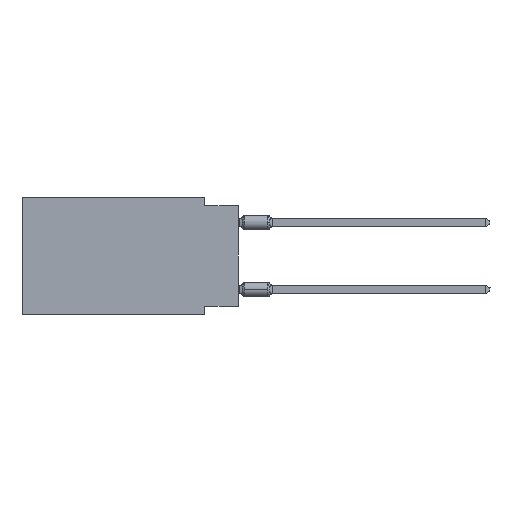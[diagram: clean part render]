
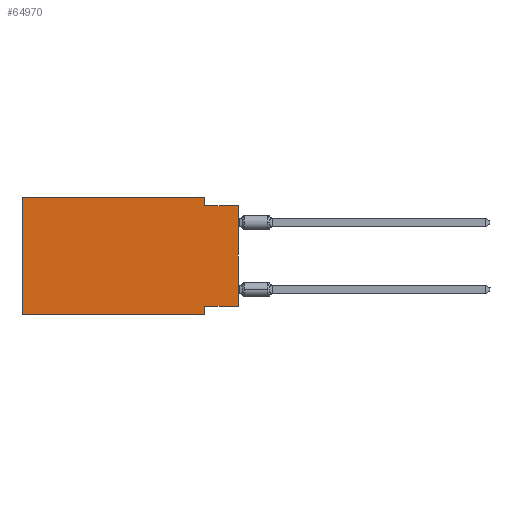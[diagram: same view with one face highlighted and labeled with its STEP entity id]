
A CAD part, left-side view. The second image highlights one B-rep face of the part: STEP entity #64970.
In plain terms, the highlighted planar face has unit normal (-1, 0, 0).
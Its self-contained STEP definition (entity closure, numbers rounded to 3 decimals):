
#1049 = FACE_OUTER_BOUND ( 'NONE', #70193, .T. ) ;
#2408 = AXIS2_PLACEMENT_3D ( 'NONE', #22778, #44183, #11011 ) ;
#3041 = LINE ( 'NONE', #14417, #20328 ) ;
#3739 = EDGE_CURVE ( 'NONE', #13548, #61888, #55884, .T. ) ;
#4208 = DIRECTION ( 'NONE',  ( 0., -1., 0. ) ) ;
#4348 = VECTOR ( 'NONE', #55524, 1000. ) ;
#4973 = CARTESIAN_POINT ( 'NONE',  ( 0., 0., 0. ) ) ;
#8908 = ORIENTED_EDGE ( 'NONE', *, *, #63904, .F. ) ;
#10244 = VECTOR ( 'NONE', #64899, 1000. ) ;
#10481 = CARTESIAN_POINT ( 'NONE',  ( 0., 16.383, 0. ) ) ;
#10841 = CARTESIAN_POINT ( 'NONE',  ( 0., 2.54, -0.635 ) ) ;
#11011 = DIRECTION ( 'NONE',  ( 0., 0., -1. ) ) ;
#11774 = CARTESIAN_POINT ( 'NONE',  ( 0., 0., -8.255 ) ) ;
#13548 = VERTEX_POINT ( 'NONE', #69876 ) ;
#14417 = CARTESIAN_POINT ( 'NONE',  ( 0., 0., -8.255 ) ) ;
#16798 = EDGE_CURVE ( 'NONE', #16866, #13548, #26528, .T. ) ;
#16866 = VERTEX_POINT ( 'NONE', #57325 ) ;
#18555 = CARTESIAN_POINT ( 'NONE',  ( 0., 16.383, 0. ) ) ;
#19563 = LINE ( 'NONE', #31300, #51557 ) ;
#20328 = VECTOR ( 'NONE', #67962, 1000. ) ;
#20431 = ORIENTED_EDGE ( 'NONE', *, *, #16798, .F. ) ;
#22778 = CARTESIAN_POINT ( 'NONE',  ( 0., 16.383, 0. ) ) ;
#23221 = VERTEX_POINT ( 'NONE', #37926 ) ;
#23401 = VERTEX_POINT ( 'NONE', #56619 ) ;
#23817 = CARTESIAN_POINT ( 'NONE',  ( 0., 2.54, -8.89 ) ) ;
#23829 = LINE ( 'NONE', #61998, #41900 ) ;
#23913 = LINE ( 'NONE', #18555, #37923 ) ;
#24749 = EDGE_CURVE ( 'NONE', #62856, #16866, #23913, .T. ) ;
#25024 = VECTOR ( 'NONE', #51630, 1000. ) ;
#26528 = LINE ( 'NONE', #10481, #65687 ) ;
#26970 = ORIENTED_EDGE ( 'NONE', *, *, #35934, .T. ) ;
#28464 = ORIENTED_EDGE ( 'NONE', *, *, #57978, .F. ) ;
#31300 = CARTESIAN_POINT ( 'NONE',  ( 0., 16.383, -8.89 ) ) ;
#31560 = VERTEX_POINT ( 'NONE', #11774 ) ;
#32578 = DIRECTION ( 'NONE',  ( 0., -1., 0. ) ) ;
#33197 = DIRECTION ( 'NONE',  ( 0., 0., 1. ) ) ;
#34522 = CARTESIAN_POINT ( 'NONE',  ( 0., 16.383, -8.89 ) ) ;
#35934 = EDGE_CURVE ( 'NONE', #62856, #23401, #19563, .T. ) ;
#37923 = VECTOR ( 'NONE', #33197, 1000. ) ;
#37926 = CARTESIAN_POINT ( 'NONE',  ( 0., 0., -0.635 ) ) ;
#41900 = VECTOR ( 'NONE', #46635, 1000. ) ;
#44183 = DIRECTION ( 'NONE',  ( 1., 0., 0. ) ) ;
#46635 = DIRECTION ( 'NONE',  ( 0., -1., 0. ) ) ;
#48067 = ORIENTED_EDGE ( 'NONE', *, *, #60313, .F. ) ;
#49198 = LINE ( 'NONE', #4973, #10244 ) ;
#50670 = VERTEX_POINT ( 'NONE', #66248 ) ;
#51557 = VECTOR ( 'NONE', #4208, 1000. ) ;
#51630 = DIRECTION ( 'NONE',  ( 0., 0., -1. ) ) ;
#53404 = EDGE_CURVE ( 'NONE', #31560, #23221, #49198, .T. ) ;
#55524 = DIRECTION ( 'NONE',  ( 0., 0., -1. ) ) ;
#55590 = PLANE ( 'NONE',  #2408 ) ;
#55884 = LINE ( 'NONE', #67283, #4348 ) ;
#56619 = CARTESIAN_POINT ( 'NONE',  ( 0., 2.54, -8.89 ) ) ;
#56631 = LINE ( 'NONE', #23817, #25024 ) ;
#57325 = CARTESIAN_POINT ( 'NONE',  ( 0., 16.383, 0. ) ) ;
#57978 = EDGE_CURVE ( 'NONE', #61888, #23221, #23829, .T. ) ;
#58411 = ORIENTED_EDGE ( 'NONE', *, *, #3739, .F. ) ;
#59825 = ORIENTED_EDGE ( 'NONE', *, *, #53404, .T. ) ;
#60313 = EDGE_CURVE ( 'NONE', #31560, #50670, #3041, .T. ) ;
#61888 = VERTEX_POINT ( 'NONE', #10841 ) ;
#61998 = CARTESIAN_POINT ( 'NONE',  ( 0., 0., -0.635 ) ) ;
#62856 = VERTEX_POINT ( 'NONE', #34522 ) ;
#63591 = ORIENTED_EDGE ( 'NONE', *, *, #24749, .F. ) ;
#63904 = EDGE_CURVE ( 'NONE', #50670, #23401, #56631, .T. ) ;
#64899 = DIRECTION ( 'NONE',  ( 0., 0., 1. ) ) ;
#64970 = ADVANCED_FACE ( 'NONE', ( #1049 ), #55590, .F. ) ;
#65687 = VECTOR ( 'NONE', #32578, 1000. ) ;
#66248 = CARTESIAN_POINT ( 'NONE',  ( 0., 2.54, -8.255 ) ) ;
#67283 = CARTESIAN_POINT ( 'NONE',  ( 0., 2.54, 0. ) ) ;
#67962 = DIRECTION ( 'NONE',  ( 0., 1., 0. ) ) ;
#69876 = CARTESIAN_POINT ( 'NONE',  ( 0., 2.54, 0. ) ) ;
#70193 = EDGE_LOOP ( 'NONE', ( #59825, #28464, #58411, #20431, #63591, #26970, #8908, #48067 ) ) ;
